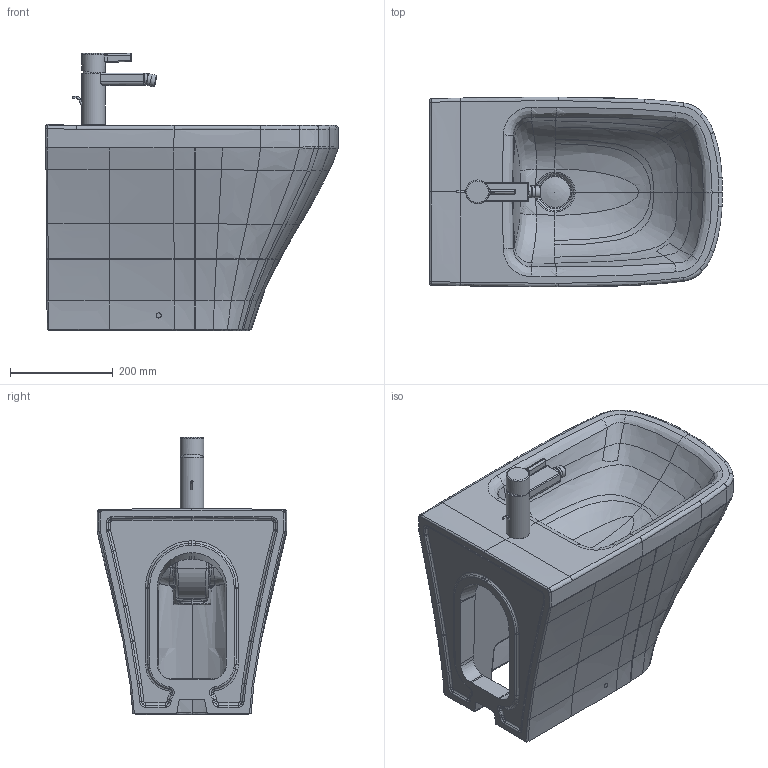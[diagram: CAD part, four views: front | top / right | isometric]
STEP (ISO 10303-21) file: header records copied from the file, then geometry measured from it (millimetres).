
FILE_DESCRIPTION((''),'2;1');
FILE_NAME('228410.stp','2013-05-27T12:54:29',('Administrator'),(''),'Autodesk Inventor 2011','Autodesk Inventor 2011','');
FILE_SCHEMA(('CONFIG_CONTROL_DESIGN'));
Length unit declared in the file: millimetre
Products named in the file (11): 228410; Kelch; Stopfen; Armatur Durastyle Bidet; Fassung Sieb; Griff; Gehäuse Bidet; Hebel_Ventil; Kugel; Gleitring
Assembly tree (10 placements, depth 3):
  228410
    228410
    Kelch
    Stopfen
    Armatur Durastyle Bidet
      Fassung Sieb
      Griff
      Gehäuse Bidet
      Hebel_Ventil
      Kugel
      Gleitring
Bounding box: 570.09 x 370 x 540.63 mm (x, y, z)
Volume: 30995281.9 mm3; surface area: 1313257.1 mm2
Topology: 8 solids, 10 shells, 802 faces, 1909 edges, 1113 vertices
Faces by surface type: bspline 546, cylinder 116, plane 84, torus 42, cone 8, sphere 6
Full cylindrical faces by diameter (mm): 4 x2, 10 x2, 20.15 x1, 21.15 x1, 21.334 x1, 23.15 x1, 42 x1, 44 x1, 46 x2, 60 x1
Entity records: 101615 total; most frequent: CARTESIAN_POINT 85421, ORIENTED_EDGE 3728, DIRECTION 2080, EDGE_CURVE 1866, VERTEX_POINT 1104, B_SPLINE_CURVE_WITH_KNOTS 920, AXIS2_PLACEMENT_3D 858, EDGE_LOOP 854
